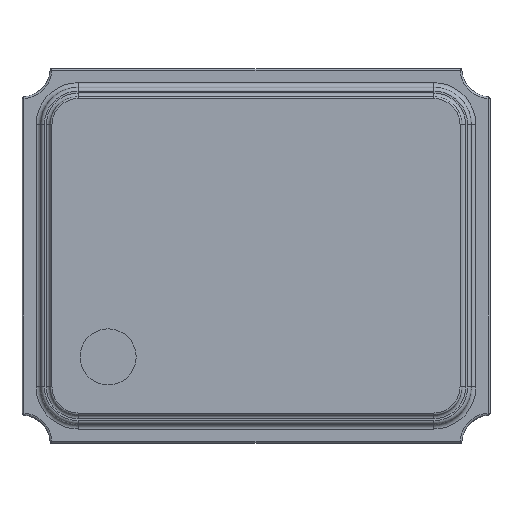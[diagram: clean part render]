
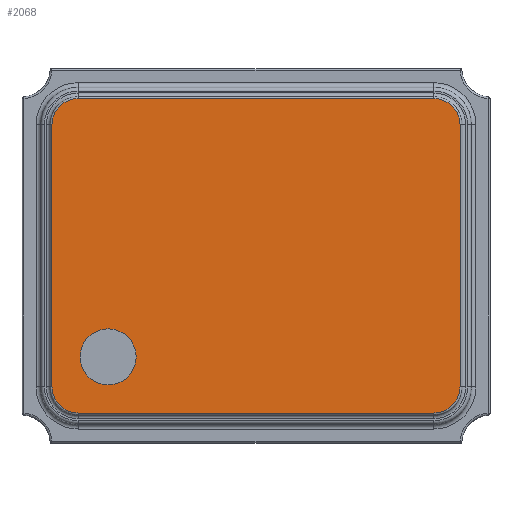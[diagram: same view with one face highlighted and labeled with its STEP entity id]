
A CAD part, top view. The second image highlights one B-rep face of the part: STEP entity #2068.
In plain terms, the highlighted planar face has unit normal (0, 0, 1).
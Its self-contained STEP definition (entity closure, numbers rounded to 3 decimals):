
#15=FACE_BOUND('',#273,.T.);
#51=PLANE('',#2289);
#144=FACE_OUTER_BOUND('',#272,.T.);
#272=EDGE_LOOP('',(#1529,#1530,#1531,#1532,#1533,#1534,#1535,#1536));
#273=EDGE_LOOP('',(#1537));
#400=LINE('',#3338,#572);
#401=LINE('',#3349,#573);
#403=LINE('',#3361,#575);
#405=LINE('',#3373,#577);
#572=VECTOR('',#2679,10.);
#573=VECTOR('',#2692,10.);
#575=VECTOR('',#2706,10.);
#577=VECTOR('',#2720,10.);
#692=CIRCLE('',#2157,0.15);
#757=CIRCLE('',#2264,0.14);
#761=CIRCLE('',#2270,0.14);
#765=CIRCLE('',#2276,0.14);
#768=CIRCLE('',#2281,0.14);
#822=VERTEX_POINT('',#3103);
#896=VERTEX_POINT('',#3331);
#899=VERTEX_POINT('',#3336);
#901=VERTEX_POINT('',#3341);
#903=VERTEX_POINT('',#3347);
#905=VERTEX_POINT('',#3353);
#907=VERTEX_POINT('',#3359);
#909=VERTEX_POINT('',#3365);
#911=VERTEX_POINT('',#3371);
#1002=EDGE_CURVE('',#822,#822,#692,.T.);
#1118=EDGE_CURVE('',#899,#896,#400,.T.);
#1120=EDGE_CURVE('',#901,#899,#757,.T.);
#1123=EDGE_CURVE('',#903,#901,#401,.T.);
#1126=EDGE_CURVE('',#905,#903,#761,.T.);
#1129=EDGE_CURVE('',#907,#905,#403,.T.);
#1132=EDGE_CURVE('',#909,#907,#765,.T.);
#1135=EDGE_CURVE('',#911,#909,#405,.T.);
#1137=EDGE_CURVE('',#896,#911,#768,.T.);
#1529=ORIENTED_EDGE('',*,*,#1118,.F.);
#1530=ORIENTED_EDGE('',*,*,#1120,.F.);
#1531=ORIENTED_EDGE('',*,*,#1123,.F.);
#1532=ORIENTED_EDGE('',*,*,#1126,.F.);
#1533=ORIENTED_EDGE('',*,*,#1129,.F.);
#1534=ORIENTED_EDGE('',*,*,#1132,.F.);
#1535=ORIENTED_EDGE('',*,*,#1135,.F.);
#1536=ORIENTED_EDGE('',*,*,#1137,.F.);
#1537=ORIENTED_EDGE('',*,*,#1002,.T.);
#2068=ADVANCED_FACE('',(#144,#15),#51,.T.);
#2157=AXIS2_PLACEMENT_3D('',#3104,#2417,#2418);
#2264=AXIS2_PLACEMENT_3D('',#3343,#2684,#2685);
#2270=AXIS2_PLACEMENT_3D('',#3355,#2698,#2699);
#2276=AXIS2_PLACEMENT_3D('',#3367,#2712,#2713);
#2281=AXIS2_PLACEMENT_3D('',#3376,#2724,#2725);
#2289=AXIS2_PLACEMENT_3D('',#3396,#2747,#2748);
#2417=DIRECTION('center_axis',(0.,0.,-1.));
#2418=DIRECTION('ref_axis',(-1.,0.,0.));
#2679=DIRECTION('',(0.,-1.,0.));
#2684=DIRECTION('center_axis',(0.,0.,-1.));
#2685=DIRECTION('ref_axis',(0.707,0.707,0.));
#2692=DIRECTION('',(1.,0.,0.));
#2698=DIRECTION('center_axis',(0.,0.,-1.));
#2699=DIRECTION('ref_axis',(-0.707,0.707,0.));
#2706=DIRECTION('',(0.,1.,0.));
#2712=DIRECTION('center_axis',(0.,0.,-1.));
#2713=DIRECTION('ref_axis',(-0.707,-0.707,0.));
#2720=DIRECTION('',(-1.,0.,0.));
#2724=DIRECTION('center_axis',(0.,0.,-1.));
#2725=DIRECTION('ref_axis',(0.707,-0.707,0.));
#2747=DIRECTION('center_axis',(0.,0.,1.));
#2748=DIRECTION('ref_axis',(1.,0.,0.));
#3103=CARTESIAN_POINT('',(-0.64,-0.54,0.9));
#3104=CARTESIAN_POINT('Origin',(-0.79,-0.54,0.9));
#3331=CARTESIAN_POINT('',(1.09,-0.7,0.9));
#3336=CARTESIAN_POINT('',(1.09,0.7,0.9));
#3338=CARTESIAN_POINT('',(1.09,-0.35,0.9));
#3341=CARTESIAN_POINT('',(0.95,0.84,0.9));
#3343=CARTESIAN_POINT('Origin',(0.95,0.7,0.9));
#3347=CARTESIAN_POINT('',(-0.95,0.84,0.9));
#3349=CARTESIAN_POINT('',(0.475,0.84,0.9));
#3353=CARTESIAN_POINT('',(-1.09,0.7,0.9));
#3355=CARTESIAN_POINT('Origin',(-0.95,0.7,0.9));
#3359=CARTESIAN_POINT('',(-1.09,-0.7,0.9));
#3361=CARTESIAN_POINT('',(-1.09,0.35,0.9));
#3365=CARTESIAN_POINT('',(-0.95,-0.84,0.9));
#3367=CARTESIAN_POINT('Origin',(-0.95,-0.7,0.9));
#3371=CARTESIAN_POINT('',(0.95,-0.84,0.9));
#3373=CARTESIAN_POINT('',(-0.475,-0.84,0.9));
#3376=CARTESIAN_POINT('Origin',(0.95,-0.7,0.9));
#3396=CARTESIAN_POINT('Origin',(0.,0.,
0.9));
